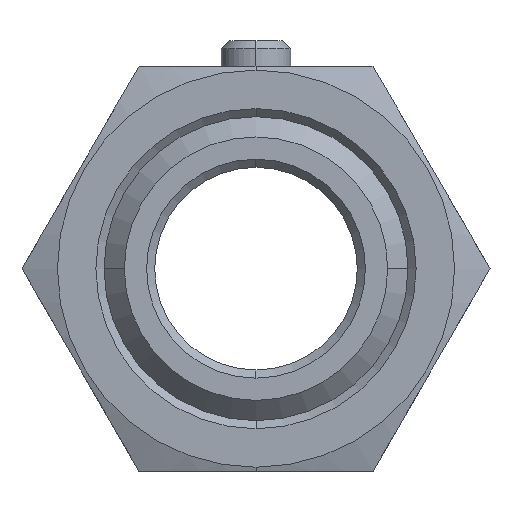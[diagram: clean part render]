
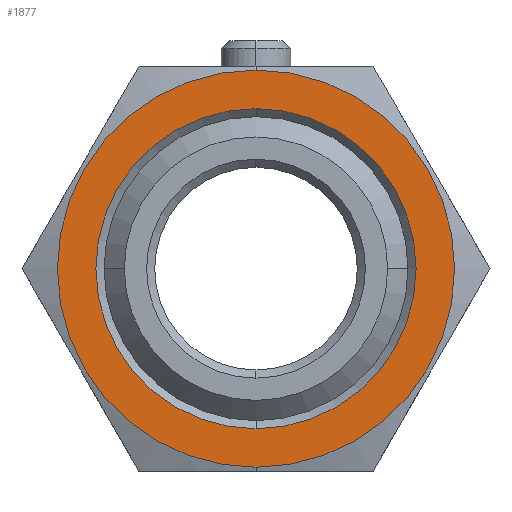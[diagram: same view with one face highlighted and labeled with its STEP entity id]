
A CAD part, front view. The second image highlights one B-rep face of the part: STEP entity #1877.
In plain terms, the highlighted planar face has unit normal (0, -1, 0).
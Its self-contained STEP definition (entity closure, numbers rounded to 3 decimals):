
#223 = CIRCLE ( 'NONE', #233, 5.016 ) ;
#230 = DIRECTION ( 'NONE',  ( 0., 0., 1. ) ) ;
#231 = DIRECTION ( 'NONE',  ( 0., 1., 0. ) ) ;
#232 = CARTESIAN_POINT ( 'NONE',  ( 0., -6.543, 0. ) ) ;
#233 = AXIS2_PLACEMENT_3D ( 'NONE', #232, #231, #230 ) ;
#1797 = VERTEX_POINT ( 'NONE', #2461 ) ;
#1807 = EDGE_CURVE ( 'NONE', #1797, #1838, #2543, .T. ) ;
#1830 = VERTEX_POINT ( 'NONE', #2678 ) ;
#1838 = VERTEX_POINT ( 'NONE', #2706 ) ;
#1839 = VERTEX_POINT ( 'NONE', #2705 ) ;
#1846 = EDGE_CURVE ( 'NONE', #1830, #1839, #2695, .T. ) ;
#1865 = EDGE_CURVE ( 'NONE', #1839, #1830, #2653, .T. ) ;
#1877 = ADVANCED_FACE ( 'NONE', ( #2564, #2559 ), #2876, .T. ) ;
#1880 = ORIENTED_EDGE ( 'NONE', *, *, #1865, .F. ) ;
#1885 = ORIENTED_EDGE ( 'NONE', *, *, #1846, .F. ) ;
#2221 = EDGE_LOOP ( 'NONE', ( #2222, #2223 ) ) ;
#2222 = ORIENTED_EDGE ( 'NONE', *, *, #1807, .T. ) ;
#2223 = ORIENTED_EDGE ( 'NONE', *, *, #2224, .T. ) ;
#2224 = EDGE_CURVE ( 'NONE', #1838, #1797, #223, .T. ) ;
#2229 = EDGE_LOOP ( 'NONE', ( #1885, #1880 ) ) ;
#2426 = DIRECTION ( 'NONE',  ( 0., 0., 1. ) ) ;
#2427 = DIRECTION ( 'NONE',  ( 0., 1., 0. ) ) ;
#2428 = CARTESIAN_POINT ( 'NONE',  ( 0., -6.543, 0. ) ) ;
#2461 = CARTESIAN_POINT ( 'NONE',  ( 0., -6.543, -5.016 ) ) ;
#2525 = AXIS2_PLACEMENT_3D ( 'NONE', #2428, #2427, #2426 ) ;
#2543 = CIRCLE ( 'NONE', #2525, 5.016 ) ;
#2559 = FACE_OUTER_BOUND ( 'NONE', #2229, .T. ) ;
#2564 = FACE_BOUND ( 'NONE', #2221, .T. ) ;
#2649 = DIRECTION ( 'NONE',  ( 0., 0., 1. ) ) ;
#2650 = DIRECTION ( 'NONE',  ( 0., 1., 0. ) ) ;
#2651 = CARTESIAN_POINT ( 'NONE',  ( 0., -6.543, 0. ) ) ;
#2652 = AXIS2_PLACEMENT_3D ( 'NONE', #2651, #2650, #2649 ) ;
#2653 = CIRCLE ( 'NONE', #2652, 6.223 ) ;
#2678 = CARTESIAN_POINT ( 'NONE',  ( 0., -6.543, 6.223 ) ) ;
#2692 = DIRECTION ( 'NONE',  ( 0., 0., 1. ) ) ;
#2693 = DIRECTION ( 'NONE',  ( 0., 1., 0. ) ) ;
#2694 = AXIS2_PLACEMENT_3D ( 'NONE', #2699, #2693, #2692 ) ;
#2695 = CIRCLE ( 'NONE', #2694, 6.223 ) ;
#2699 = CARTESIAN_POINT ( 'NONE',  ( 0., -6.543, 0. ) ) ;
#2705 = CARTESIAN_POINT ( 'NONE',  ( 0., -6.543, -6.223 ) ) ;
#2706 = CARTESIAN_POINT ( 'NONE',  ( 0., -6.543, 5.016 ) ) ;
#2778 = DIRECTION ( 'NONE',  ( 0., 0., -1. ) ) ;
#2779 = DIRECTION ( 'NONE',  ( 0., -1., 0. ) ) ;
#2814 = CARTESIAN_POINT ( 'NONE',  ( -3.666, -6.543, -6.35 ) ) ;
#2856 = AXIS2_PLACEMENT_3D ( 'NONE', #2814, #2779, #2778 ) ;
#2876 = PLANE ( 'NONE',  #2856 ) ;
